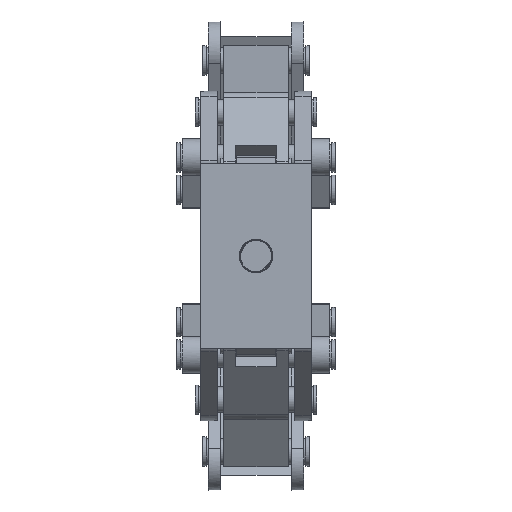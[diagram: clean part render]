
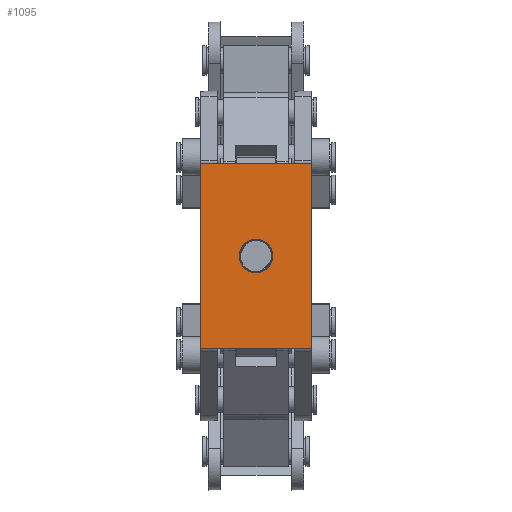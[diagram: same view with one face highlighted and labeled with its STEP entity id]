
A CAD part, left-side view. The second image highlights one B-rep face of the part: STEP entity #1095.
In plain terms, the highlighted free-form (B-spline) face has degree [1, 1] with [2, 2] control points.
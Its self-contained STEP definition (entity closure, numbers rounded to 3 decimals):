
#674 = VERTEX_POINT('',#675);
#675 = CARTESIAN_POINT('',(0.,-38.038,
    63.397));
#680 = EDGE_CURVE('',#681,#674,#683,.T.);
#681 = VERTEX_POINT('',#682);
#682 = CARTESIAN_POINT('',(0.,-38.038,-63.397));
#683 = B_SPLINE_CURVE_WITH_KNOTS('',1,(#684,#685),.UNSPECIFIED.,.F.,.F.,
  (2,2),(0.,100.),.PIECEWISE_BEZIER_KNOTS.);
#684 = CARTESIAN_POINT('',(0.,-38.038,
    -63.397));
#685 = CARTESIAN_POINT('',(0.,-38.038,
    63.397));
#895 = VERTEX_POINT('',#896);
#896 = CARTESIAN_POINT('',(0.,38.038,-63.397));
#901 = EDGE_CURVE('',#895,#902,#904,.T.);
#902 = VERTEX_POINT('',#903);
#903 = CARTESIAN_POINT('',(0.,38.038,
    63.397));
#904 = B_SPLINE_CURVE_WITH_KNOTS('',1,(#905,#906),.UNSPECIFIED.,.F.,.F.,
  (2,2),(-50.,50.),.PIECEWISE_BEZIER_KNOTS.);
#905 = CARTESIAN_POINT('',(0.,38.038,
    -63.397));
#906 = CARTESIAN_POINT('',(0.,38.038,
    63.397));
#1086 = EDGE_CURVE('',#681,#895,#1087,.T.);
#1087 = B_SPLINE_CURVE_WITH_KNOTS('',1,(#1088,#1089),.UNSPECIFIED.,.F.,
  .F.,(2,2),(0.,60.),.PIECEWISE_BEZIER_KNOTS.);
#1088 = CARTESIAN_POINT('',(0.,-38.038,-63.397));
#1089 = CARTESIAN_POINT('',(0.,38.038,-63.397));
#1095 = ADVANCED_FACE('',(#1096,#1110),#1120,.T.);
#1096 = FACE_BOUND('',#1097,.T.);
#1097 = EDGE_LOOP('',(#1098));
#1098 = ORIENTED_EDGE('',*,*,#1099,.T.);
#1099 = EDGE_CURVE('',#1100,#1100,#1102,.T.);
#1100 = VERTEX_POINT('',#1101);
#1101 = CARTESIAN_POINT('',(0.,0.,11.411));
#1102 = ( BOUNDED_CURVE() B_SPLINE_CURVE(2,(#1103,#1104,#1105,#1106,
#1107,#1108,#1109),.UNSPECIFIED.,.T.,.F.) B_SPLINE_CURVE_WITH_KNOTS((1,2
    ,2,2,2,1),(-2.094,0.,2.094,4.189,
6.283,8.378),.UNSPECIFIED.) CURVE() 
GEOMETRIC_REPRESENTATION_ITEM() RATIONAL_B_SPLINE_CURVE((1.,0.5,1.,0.5,
1.,0.5,1.)) REPRESENTATION_ITEM('') );
#1103 = CARTESIAN_POINT('',(0.,0.,11.411));
#1104 = CARTESIAN_POINT('',(0.,-19.765,
    11.411));
#1105 = CARTESIAN_POINT('',(0.,-9.883,
    -5.706));
#1106 = CARTESIAN_POINT('',(0.,0.,
    -22.823));
#1107 = CARTESIAN_POINT('',(0.,9.883,
    -5.706));
#1108 = CARTESIAN_POINT('',(0.,19.765,
    11.411));
#1109 = CARTESIAN_POINT('',(0.,0.,11.411));
#1110 = FACE_BOUND('',#1111,.T.);
#1111 = EDGE_LOOP('',(#1112,#1113,#1114,#1115));
#1112 = ORIENTED_EDGE('',*,*,#901,.F.);
#1113 = ORIENTED_EDGE('',*,*,#1086,.F.);
#1114 = ORIENTED_EDGE('',*,*,#680,.T.);
#1115 = ORIENTED_EDGE('',*,*,#1116,.T.);
#1116 = EDGE_CURVE('',#674,#902,#1117,.T.);
#1117 = B_SPLINE_CURVE_WITH_KNOTS('',1,(#1118,#1119),.UNSPECIFIED.,.F.,
  .F.,(2,2),(0.,60.),.PIECEWISE_BEZIER_KNOTS.);
#1118 = CARTESIAN_POINT('',(0.,-38.038,
    63.397));
#1119 = CARTESIAN_POINT('',(0.,38.038,
    63.397));
#1120 = B_SPLINE_SURFACE_WITH_KNOTS('',1,1,(
    (#1121,#1122)
    ,(#1123,#1124
    )),.UNSPECIFIED.,.F.,.F.,.F.,(2,2),(2,2),(-50.,50.),(0.,60.),
  .PIECEWISE_BEZIER_KNOTS.);
#1121 = CARTESIAN_POINT('',(0.,-38.038,
    -63.397));
#1122 = CARTESIAN_POINT('',(0.,38.038,
    -63.397));
#1123 = CARTESIAN_POINT('',(0.,-38.038,
    63.397));
#1124 = CARTESIAN_POINT('',(0.,38.038,
    63.397));
